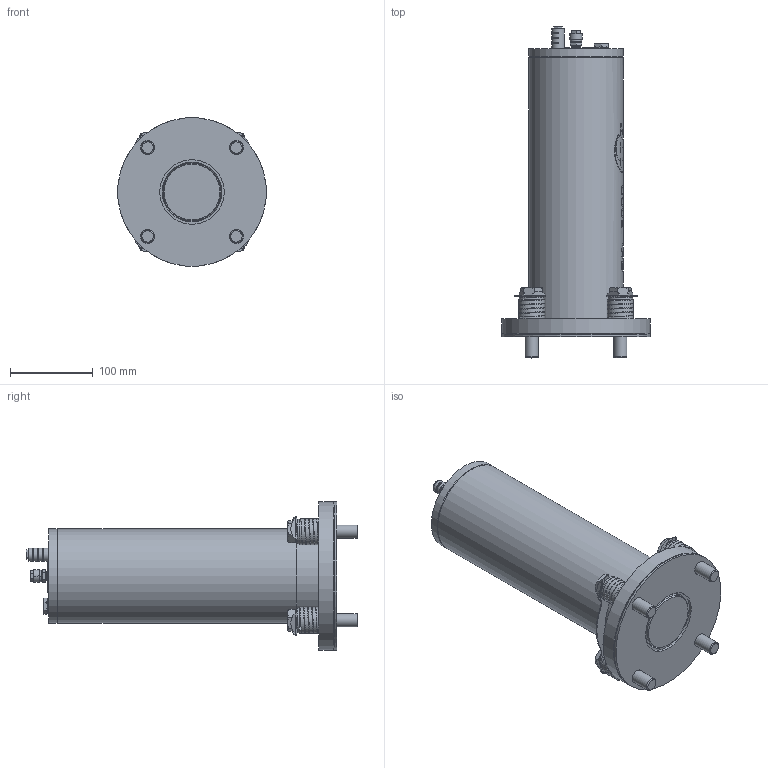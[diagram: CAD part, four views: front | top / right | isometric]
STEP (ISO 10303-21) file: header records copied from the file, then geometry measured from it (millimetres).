
FILE_DESCRIPTION (( 'STEP AP214' ), '1' );
FILE_NAME ('PKL 5000.STEP', '2015-04-13T14:06:52', ( 'Netter' ), ( 'Microsoft' ), 'SwSTEP 2.0', 'SolidWorks 2015', '' );
FILE_SCHEMA (( 'AUTOMOTIVE_DESIGN' ));
Length unit declared in the file: millimetre
Products named in the file (1): PKL 5000
Bounding box: 180 x 402 x 180 mm (x, y, z)
Volume: 4073114.3 mm3; surface area: 352639.6 mm2
Topology: 12 solids, 12 shells, 745 faces, 1832 edges, 1144 vertices
Faces by surface type: plane 243, bspline 211, cylinder 191, cone 81, torus 13, sphere 6
Full cylindrical faces by diameter (mm): 4.2 x6, 7 x1, 8.566 x3, 9.73 x1, 13.16 x1, 13.4 x1, 15.5 x1, 16 x4, 17 x28, 17.9 x1, 30 x4, 34.4 x1, 38.5 x1, 40 x1, 41.5 x1, 42 x1, 69 x1, 70 x1, 72 x1, 78 x1, 108.2 x1, 114.3 x2, 180 x2
Entity records: 49817 total; most frequent: CARTESIAN_POINT 33308, ORIENTED_EDGE 3316, DIRECTION 2289, EDGE_CURVE 1658, VERTEX_POINT 1076, AXIS2_PLACEMENT_3D 929, EDGE_LOOP 880, FACE_OUTER_BOUND 785
